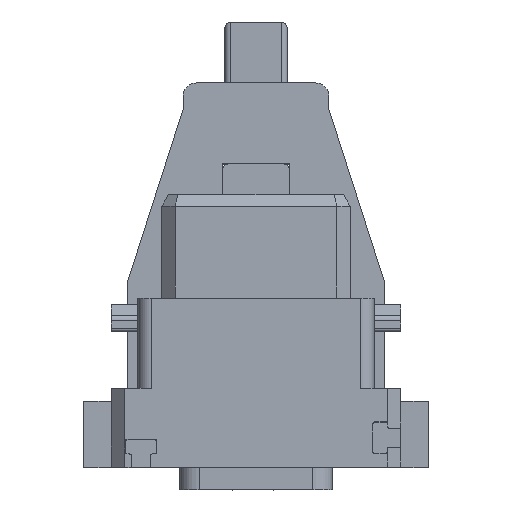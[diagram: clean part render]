
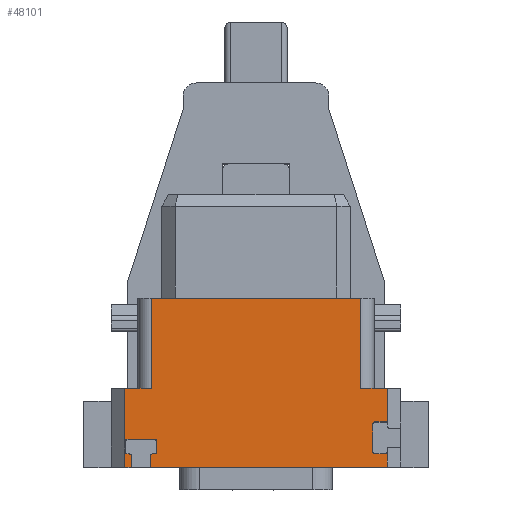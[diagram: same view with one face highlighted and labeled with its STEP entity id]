
A CAD part, top view. The second image highlights one B-rep face of the part: STEP entity #48101.
In plain terms, the highlighted planar face has unit normal (0, 0, 1).
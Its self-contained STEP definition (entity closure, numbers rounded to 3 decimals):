
#380=DIRECTION('',(-1.,0.,0.));
#381=VECTOR('',#380,15.8);
#382=CARTESIAN_POINT('',(7.9,12.75,9.9));
#383=LINE('',#382,#381);
#599=CARTESIAN_POINT('',(9.75,3.275,9.9));
#600=DIRECTION('',(0.,0.,1.));
#601=DIRECTION('',(1.,0.,0.));
#602=AXIS2_PLACEMENT_3D('',#599,#600,#601);
#604=DIRECTION('',(-1.,0.,0.));
#605=VECTOR('',#604,0.8);
#606=CARTESIAN_POINT('',(9.75,3.425,9.9));
#607=LINE('',#606,#605);
#608=CARTESIAN_POINT('',(8.95,3.275,9.9));
#609=DIRECTION('',(0.,0.,1.));
#610=DIRECTION('',(0.,1.,0.));
#611=AXIS2_PLACEMENT_3D('',#608,#609,#610);
#613=DIRECTION('',(0.,-1.,0.));
#614=VECTOR('',#613,2.1);
#615=CARTESIAN_POINT('',(8.8,3.275,9.9));
#616=LINE('',#615,#614);
#617=CARTESIAN_POINT('',(8.95,1.175,9.9));
#618=DIRECTION('',(0.,0.,1.));
#619=DIRECTION('',(-1.,0.,0.));
#620=AXIS2_PLACEMENT_3D('',#617,#618,#619);
#622=DIRECTION('',(1.,0.,0.));
#623=VECTOR('',#622,0.8);
#624=CARTESIAN_POINT('',(8.95,1.025,9.9));
#625=LINE('',#624,#623);
#626=CARTESIAN_POINT('',(9.75,1.175,9.9));
#627=DIRECTION('',(0.,0.,1.));
#628=DIRECTION('',(0.,-1.,0.));
#629=AXIS2_PLACEMENT_3D('',#626,#627,#628);
#631=DIRECTION('',(0.,1.,0.));
#632=VECTOR('',#631,1.175);
#633=CARTESIAN_POINT('',(9.9,0.,9.9));
#634=LINE('',#633,#632);
#635=DIRECTION('',(0.,1.,0.));
#636=VECTOR('',#635,0.85);
#637=CARTESIAN_POINT('',(-7.95,0.,9.9));
#638=LINE('',#637,#636);
#639=CARTESIAN_POINT('',(-7.8,0.85,9.9));
#640=DIRECTION('',(0.,0.,1.));
#641=DIRECTION('',(0.,1.,0.));
#642=AXIS2_PLACEMENT_3D('',#639,#640,#641);
#644=DIRECTION('',(1.,0.,0.));
#645=VECTOR('',#644,0.175);
#646=CARTESIAN_POINT('',(-7.8,1.,9.9));
#647=LINE('',#646,#645);
#648=CARTESIAN_POINT('',(-7.625,1.15,9.9));
#649=DIRECTION('',(0.,0.,1.));
#650=DIRECTION('',(0.,-1.,0.));
#651=AXIS2_PLACEMENT_3D('',#648,#649,#650);
#653=DIRECTION('',(0.,1.,0.));
#654=VECTOR('',#653,0.8);
#655=CARTESIAN_POINT('',(-7.475,1.15,9.9));
#656=LINE('',#655,#654);
#657=CARTESIAN_POINT('',(-7.625,1.95,9.9));
#658=DIRECTION('',(0.,0.,1.));
#659=DIRECTION('',(1.,0.,0.));
#660=AXIS2_PLACEMENT_3D('',#657,#658,#659);
#662=DIRECTION('',(-1.,0.,0.));
#663=VECTOR('',#662,2.1);
#664=CARTESIAN_POINT('',(-7.625,2.1,9.9));
#665=LINE('',#664,#663);
#666=CARTESIAN_POINT('',(-9.725,1.95,9.9));
#667=DIRECTION('',(0.,0.,1.));
#668=DIRECTION('',(0.,1.,0.));
#669=AXIS2_PLACEMENT_3D('',#666,#667,#668);
#671=DIRECTION('',(0.,-1.,0.));
#672=VECTOR('',#671,0.8);
#673=CARTESIAN_POINT('',(-9.875,1.95,9.9));
#674=LINE('',#673,#672);
#675=CARTESIAN_POINT('',(-9.725,1.15,9.9));
#676=DIRECTION('',(0.,0.,1.));
#677=DIRECTION('',(-1.,0.,0.));
#678=AXIS2_PLACEMENT_3D('',#675,#676,#677);
#680=DIRECTION('',(1.,0.,0.));
#681=VECTOR('',#680,0.175);
#682=CARTESIAN_POINT('',(-9.725,1.,9.9));
#683=LINE('',#682,#681);
#684=CARTESIAN_POINT('',(-9.55,0.85,9.9));
#685=DIRECTION('',(0.,0.,1.));
#686=DIRECTION('',(1.,0.,0.));
#687=AXIS2_PLACEMENT_3D('',#684,#685,#686);
#689=DIRECTION('',(0.,1.,0.));
#690=VECTOR('',#689,0.85);
#691=CARTESIAN_POINT('',(-9.4,0.,9.9));
#692=LINE('',#691,#690);
#693=DIRECTION('',(0.,-1.,0.));
#694=VECTOR('',#693,5.95);
#695=CARTESIAN_POINT('',(-9.9,5.95,9.9));
#696=LINE('',#695,#694);
#697=DIRECTION('',(0.,-1.,0.));
#698=VECTOR('',#697,6.8);
#699=CARTESIAN_POINT('',(-7.9,12.75,9.9));
#700=LINE('',#699,#698);
#701=DIRECTION('',(0.,1.,0.));
#702=VECTOR('',#701,6.8);
#703=CARTESIAN_POINT('',(7.9,5.95,9.9));
#704=LINE('',#703,#702);
#705=DIRECTION('',(0.,1.,0.));
#706=VECTOR('',#705,2.675);
#707=CARTESIAN_POINT('',(9.9,3.275,9.9));
#708=LINE('',#707,#706);
#725=DIRECTION('',(-1.,0.,0.));
#726=VECTOR('',#725,2.);
#727=CARTESIAN_POINT('',(9.9,5.95,9.9));
#728=LINE('',#727,#726);
#917=DIRECTION('',(1.,0.,0.));
#918=VECTOR('',#917,0.5);
#919=CARTESIAN_POINT('',(-9.9,0.,9.9));
#920=LINE('',#919,#918);
#933=DIRECTION('',(1.,0.,0.));
#934=VECTOR('',#933,17.85);
#935=CARTESIAN_POINT('',(-7.95,0.,9.9));
#936=LINE('',#935,#934);
#6817=DIRECTION('',(-1.,0.,0.));
#6818=VECTOR('',#6817,2.);
#6819=CARTESIAN_POINT('',(-7.9,5.95,9.9));
#6820=LINE('',#6819,#6818);
#41547=CARTESIAN_POINT('',(-7.95,0.,9.9));
#41548=VERTEX_POINT('',#41547);
#41549=CARTESIAN_POINT('',(-9.4,0.,9.9));
#41550=VERTEX_POINT('',#41549);
#41551=CARTESIAN_POINT('',(9.9,3.275,9.9));
#41552=CARTESIAN_POINT('',(9.75,3.425,9.9));
#41553=VERTEX_POINT('',#41551);
#41554=VERTEX_POINT('',#41552);
#41555=CARTESIAN_POINT('',(8.95,3.425,9.9));
#41556=VERTEX_POINT('',#41555);
#41557=CARTESIAN_POINT('',(8.8,3.275,9.9));
#41558=VERTEX_POINT('',#41557);
#41559=CARTESIAN_POINT('',(8.8,1.175,9.9));
#41560=VERTEX_POINT('',#41559);
#41561=CARTESIAN_POINT('',(8.95,1.025,9.9));
#41562=VERTEX_POINT('',#41561);
#41563=CARTESIAN_POINT('',(9.75,1.025,9.9));
#41564=VERTEX_POINT('',#41563);
#41565=CARTESIAN_POINT('',(9.9,1.175,9.9));
#41566=VERTEX_POINT('',#41565);
#41567=CARTESIAN_POINT('',(-7.95,0.85,9.9));
#41568=VERTEX_POINT('',#41567);
#41569=CARTESIAN_POINT('',(-7.8,1.,9.9));
#41570=VERTEX_POINT('',#41569);
#41571=CARTESIAN_POINT('',(-7.625,1.,9.9));
#41572=VERTEX_POINT('',#41571);
#41573=CARTESIAN_POINT('',(-7.475,1.15,9.9));
#41574=VERTEX_POINT('',#41573);
#41575=CARTESIAN_POINT('',(-7.475,1.95,9.9));
#41576=VERTEX_POINT('',#41575);
#41577=CARTESIAN_POINT('',(-7.625,2.1,9.9));
#41578=VERTEX_POINT('',#41577);
#41579=CARTESIAN_POINT('',(-9.725,2.1,9.9));
#41580=VERTEX_POINT('',#41579);
#41581=CARTESIAN_POINT('',(-9.875,1.95,9.9));
#41582=VERTEX_POINT('',#41581);
#41583=CARTESIAN_POINT('',(-9.875,1.15,9.9));
#41584=VERTEX_POINT('',#41583);
#41585=CARTESIAN_POINT('',(-9.725,1.,9.9));
#41586=VERTEX_POINT('',#41585);
#41587=CARTESIAN_POINT('',(-9.55,1.,9.9));
#41588=VERTEX_POINT('',#41587);
#41589=CARTESIAN_POINT('',(-9.4,0.85,9.9));
#41590=VERTEX_POINT('',#41589);
#41595=CARTESIAN_POINT('',(7.9,12.75,9.9));
#41597=VERTEX_POINT('',#41595);
#41601=CARTESIAN_POINT('',(7.9,5.95,9.9));
#41602=VERTEX_POINT('',#41601);
#41607=CARTESIAN_POINT('',(-7.9,12.75,9.9));
#41608=VERTEX_POINT('',#41607);
#41609=CARTESIAN_POINT('',(-7.9,5.95,9.9));
#41610=VERTEX_POINT('',#41609);
#41615=CARTESIAN_POINT('',(9.9,5.95,9.9));
#41617=VERTEX_POINT('',#41615);
#41630=CARTESIAN_POINT('',(9.9,0.,9.9));
#41631=VERTEX_POINT('',#41630);
#41632=CARTESIAN_POINT('',(-9.9,0.,9.9));
#41634=VERTEX_POINT('',#41632);
#41638=CARTESIAN_POINT('',(-9.9,5.95,9.9));
#41639=VERTEX_POINT('',#41638);
#48037=CARTESIAN_POINT('',(10.9,12.75,9.9));
#48038=DIRECTION('',(0.,0.,1.));
#48039=DIRECTION('',(-1.,0.,0.));
#48040=AXIS2_PLACEMENT_3D('',#48037,#48038,#48039);
#48041=PLANE('',#48040);
#48043=ORIENTED_EDGE('',*,*,#48042,.T.);
#48045=ORIENTED_EDGE('',*,*,#48044,.T.);
#48047=ORIENTED_EDGE('',*,*,#48046,.T.);
#48049=ORIENTED_EDGE('',*,*,#48048,.T.);
#48051=ORIENTED_EDGE('',*,*,#48050,.T.);
#48053=ORIENTED_EDGE('',*,*,#48052,.T.);
#48055=ORIENTED_EDGE('',*,*,#48054,.T.);
#48057=ORIENTED_EDGE('',*,*,#48056,.F.);
#48059=ORIENTED_EDGE('',*,*,#48058,.F.);
#48061=ORIENTED_EDGE('',*,*,#48060,.T.);
#48063=ORIENTED_EDGE('',*,*,#48062,.F.);
#48065=ORIENTED_EDGE('',*,*,#48064,.T.);
#48067=ORIENTED_EDGE('',*,*,#48066,.T.);
#48069=ORIENTED_EDGE('',*,*,#48068,.T.);
#48071=ORIENTED_EDGE('',*,*,#48070,.T.);
#48073=ORIENTED_EDGE('',*,*,#48072,.T.);
#48075=ORIENTED_EDGE('',*,*,#48074,.T.);
#48077=ORIENTED_EDGE('',*,*,#48076,.T.);
#48079=ORIENTED_EDGE('',*,*,#48078,.T.);
#48081=ORIENTED_EDGE('',*,*,#48080,.T.);
#48083=ORIENTED_EDGE('',*,*,#48082,.F.);
#48085=ORIENTED_EDGE('',*,*,#48084,.F.);
#48087=ORIENTED_EDGE('',*,*,#48086,.F.);
#48089=ORIENTED_EDGE('',*,*,#48088,.F.);
#48091=ORIENTED_EDGE('',*,*,#48090,.F.);
#48092=ORIENTED_EDGE('',*,*,#48030,.F.);
#48093=ORIENTED_EDGE('',*,*,#47775,.F.);
#48094=ORIENTED_EDGE('',*,*,#47816,.F.);
#48096=ORIENTED_EDGE('',*,*,#48095,.F.);
#48098=ORIENTED_EDGE('',*,*,#48097,.F.);
#48099=EDGE_LOOP('',(#48043,#48045,#48047,#48049,#48051,#48053,#48055,#48057,
#48059,#48061,#48063,#48065,#48067,#48069,#48071,#48073,#48075,#48077,#48079,
#48081,#48083,#48085,#48087,#48089,#48091,#48092,#48093,#48094,#48096,#48098));
#48100=FACE_OUTER_BOUND('',#48099,.F.);
#48101=ADVANCED_FACE('',(#48100),#48041,.T.);
#603=CIRCLE('',#602,0.15);
#612=CIRCLE('',#611,0.15);
#621=CIRCLE('',#620,0.15);
#630=CIRCLE('',#629,0.15);
#643=CIRCLE('',#642,0.15);
#652=CIRCLE('',#651,0.15);
#661=CIRCLE('',#660,0.15);
#670=CIRCLE('',#669,0.15);
#679=CIRCLE('',#678,0.15);
#688=CIRCLE('',#687,0.15);
#47775=EDGE_CURVE('',#41597,#41608,#383,.T.);
#47816=EDGE_CURVE('',#41602,#41597,#704,.T.);
#48030=EDGE_CURVE('',#41608,#41610,#700,.T.);
#48042=EDGE_CURVE('',#41553,#41554,#603,.T.);
#48044=EDGE_CURVE('',#41554,#41556,#607,.T.);
#48046=EDGE_CURVE('',#41556,#41558,#612,.T.);
#48048=EDGE_CURVE('',#41558,#41560,#616,.T.);
#48050=EDGE_CURVE('',#41560,#41562,#621,.T.);
#48052=EDGE_CURVE('',#41562,#41564,#625,.T.);
#48054=EDGE_CURVE('',#41564,#41566,#630,.T.);
#48056=EDGE_CURVE('',#41631,#41566,#634,.T.);
#48058=EDGE_CURVE('',#41548,#41631,#936,.T.);
#48060=EDGE_CURVE('',#41548,#41568,#638,.T.);
#48062=EDGE_CURVE('',#41570,#41568,#643,.T.);
#48064=EDGE_CURVE('',#41570,#41572,#647,.T.);
#48066=EDGE_CURVE('',#41572,#41574,#652,.T.);
#48068=EDGE_CURVE('',#41574,#41576,#656,.T.);
#48070=EDGE_CURVE('',#41576,#41578,#661,.T.);
#48072=EDGE_CURVE('',#41578,#41580,#665,.T.);
#48074=EDGE_CURVE('',#41580,#41582,#670,.T.);
#48076=EDGE_CURVE('',#41582,#41584,#674,.T.);
#48078=EDGE_CURVE('',#41584,#41586,#679,.T.);
#48080=EDGE_CURVE('',#41586,#41588,#683,.T.);
#48082=EDGE_CURVE('',#41590,#41588,#688,.T.);
#48084=EDGE_CURVE('',#41550,#41590,#692,.T.);
#48086=EDGE_CURVE('',#41634,#41550,#920,.T.);
#48088=EDGE_CURVE('',#41639,#41634,#696,.T.);
#48090=EDGE_CURVE('',#41610,#41639,#6820,.T.);
#48095=EDGE_CURVE('',#41617,#41602,#728,.T.);
#48097=EDGE_CURVE('',#41553,#41617,#708,.T.);
